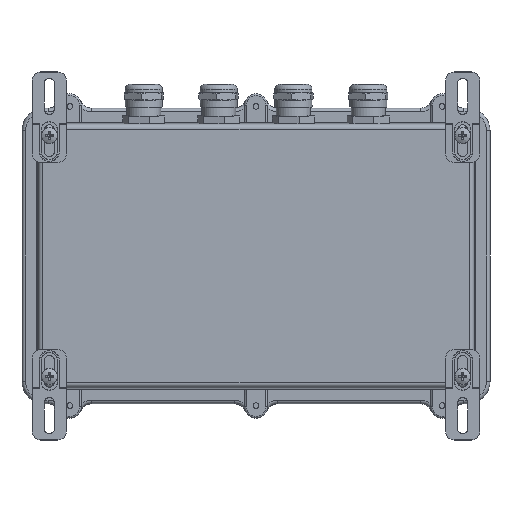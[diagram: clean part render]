
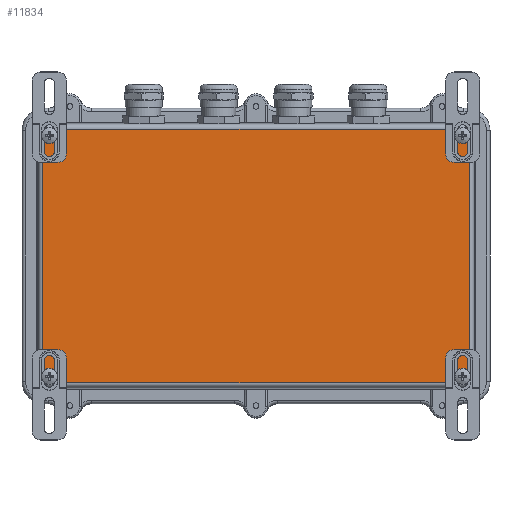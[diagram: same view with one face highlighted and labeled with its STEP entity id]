
A CAD part, front view. The second image highlights one B-rep face of the part: STEP entity #11834.
In plain terms, the highlighted planar face has unit normal (0, -1, 0).
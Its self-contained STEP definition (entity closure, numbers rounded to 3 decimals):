
#1 = ORIENTED_EDGE ( 'NONE', *, *, #22093, .F. ) ;
#5 = CARTESIAN_POINT ( 'NONE',  ( -123., -46., 74.249 ) ) ;
#712 = AXIS2_PLACEMENT_3D ( 'NONE', #24334, #35747, #10091 ) ;
#1017 = AXIS2_PLACEMENT_3D ( 'NONE', #14928, #12306, #9465 ) ;
#1059 = ORIENTED_EDGE ( 'NONE', *, *, #23852, .T. ) ;
#1666 = CIRCLE ( 'NONE', #2884, 1.749 ) ;
#1717 = CIRCLE ( 'NONE', #31035, 1.749 ) ;
#1940 = CARTESIAN_POINT ( 'NONE',  ( -124.749, -46., -72.5 ) ) ;
#2000 = ORIENTED_EDGE ( 'NONE', *, *, #25144, .T. ) ;
#2828 = EDGE_CURVE ( 'NONE', #30386, #5120, #11076, .T. ) ;
#2884 = AXIS2_PLACEMENT_3D ( 'NONE', #18159, #15318, #12125 ) ;
#3300 = AXIS2_PLACEMENT_3D ( 'NONE', #13502, #27713, #36304 ) ;
#3360 = DIRECTION ( 'NONE',  ( 0., 0., 1. ) ) ;
#3403 = EDGE_LOOP ( 'NONE', ( #19939 ) ) ;
#3557 = VERTEX_POINT ( 'NONE', #29706 ) ;
#4880 = FACE_BOUND ( 'NONE', #9740, .T. ) ;
#4926 = DIRECTION ( 'NONE',  ( 0., 0., -1. ) ) ;
#5120 = VERTEX_POINT ( 'NONE', #20014 ) ;
#5773 = CARTESIAN_POINT ( 'NONE',  ( -123., -46., 74.249 ) ) ;
#6388 = CARTESIAN_POINT ( 'NONE',  ( 121., -46., -73.524 ) ) ;
#6478 = ORIENTED_EDGE ( 'NONE', *, *, #28452, .F. ) ;
#6834 = CARTESIAN_POINT ( 'NONE',  ( 123., -46., -74.249 ) ) ;
#7034 = VERTEX_POINT ( 'NONE', #18502 ) ;
#7146 = VERTEX_POINT ( 'NONE', #24504 ) ;
#7166 = CIRCLE ( 'NONE', #29896, 3.01 ) ;
#7679 = FACE_BOUND ( 'NONE', #23349, .T. ) ;
#9465 = DIRECTION ( 'NONE',  ( 0., 0., -1. ) ) ;
#9740 = EDGE_LOOP ( 'NONE', ( #23106 ) ) ;
#9820 = CARTESIAN_POINT ( 'NONE',  ( 124.749, -46., -72.5 ) ) ;
#10091 = DIRECTION ( 'NONE',  ( 0., 0., 1. ) ) ;
#11076 = LINE ( 'NONE', #1940, #29779 ) ;
#11833 = CARTESIAN_POINT ( 'NONE',  ( -123., -46., 72.5 ) ) ;
#11834 = ADVANCED_FACE ( 'NONE', ( #33357, #7679, #19125, #30520, #4880 ), #16317, .F. ) ;
#12125 = DIRECTION ( 'NONE',  ( 0., 0., 1. ) ) ;
#12288 = VERTEX_POINT ( 'NONE', #5773 ) ;
#12306 = DIRECTION ( 'NONE',  ( 0., -1., 0. ) ) ;
#12620 = CIRCLE ( 'NONE', #13218, 1.749 ) ;
#12628 = LINE ( 'NONE', #6834, #24704 ) ;
#13008 = EDGE_CURVE ( 'NONE', #21651, #19280, #18093, .T. ) ;
#13218 = AXIS2_PLACEMENT_3D ( 'NONE', #11833, #20464, #23251 ) ;
#13502 = CARTESIAN_POINT ( 'NONE',  ( 123., -46., -72.5 ) ) ;
#14777 = LINE ( 'NONE', #17978, #25787 ) ;
#14789 = EDGE_LOOP ( 'NONE', ( #6478 ) ) ;
#14928 = CARTESIAN_POINT ( 'NONE',  ( -121., -46., 70.5 ) ) ;
#15318 = DIRECTION ( 'NONE',  ( 0., -1., 0. ) ) ;
#15378 = EDGE_CURVE ( 'NONE', #3557, #12288, #17412, .T. ) ;
#15465 = DIRECTION ( 'NONE',  ( 1., 0., 0. ) ) ;
#15533 = ORIENTED_EDGE ( 'NONE', *, *, #27355, .T. ) ;
#16317 = PLANE ( 'NONE',  #3300 ) ;
#16606 = CIRCLE ( 'NONE', #1017, 3.024 ) ;
#17042 = DIRECTION ( 'NONE',  ( -1., 0., 0. ) ) ;
#17412 = LINE ( 'NONE', #5, #19967 ) ;
#17477 = CARTESIAN_POINT ( 'NONE',  ( 123., -46., -74.249 ) ) ;
#17978 = CARTESIAN_POINT ( 'NONE',  ( 124.749, -46., 72.5 ) ) ;
#18093 = CIRCLE ( 'NONE', #712, 1.749 ) ;
#18159 = CARTESIAN_POINT ( 'NONE',  ( 123., -46., 72.5 ) ) ;
#18204 = DIRECTION ( 'NONE',  ( 0., 0., -1. ) ) ;
#18427 = CIRCLE ( 'NONE', #24335, 3.01 ) ;
#18502 = CARTESIAN_POINT ( 'NONE',  ( 121., -46., 67.49 ) ) ;
#19125 = FACE_BOUND ( 'NONE', #14789, .T. ) ;
#19280 = VERTEX_POINT ( 'NONE', #9820 ) ;
#19923 = CARTESIAN_POINT ( 'NONE',  ( 124.749, -46., 72.5 ) ) ;
#19939 = ORIENTED_EDGE ( 'NONE', *, *, #26922, .F. ) ;
#19967 = VECTOR ( 'NONE', #17042, 1000. ) ;
#20014 = CARTESIAN_POINT ( 'NONE',  ( -124.749, -46., -72.5 ) ) ;
#20452 = VERTEX_POINT ( 'NONE', #6388 ) ;
#20464 = DIRECTION ( 'NONE',  ( 0., -1., 0. ) ) ;
#21558 = VERTEX_POINT ( 'NONE', #19923 ) ;
#21648 = VERTEX_POINT ( 'NONE', #36575 ) ;
#21651 = VERTEX_POINT ( 'NONE', #17477 ) ;
#21791 = ORIENTED_EDGE ( 'NONE', *, *, #13008, .T. ) ;
#21830 = CARTESIAN_POINT ( 'NONE',  ( -121., -46., 67.476 ) ) ;
#22093 = EDGE_CURVE ( 'NONE', #7034, #7034, #7166, .T. ) ;
#22498 = EDGE_LOOP ( 'NONE', ( #27384, #33783, #30311, #26850, #2000, #21791, #1059, #15533 ) ) ;
#22545 = EDGE_CURVE ( 'NONE', #12288, #30386, #12620, .T. ) ;
#23106 = ORIENTED_EDGE ( 'NONE', *, *, #34758, .F. ) ;
#23251 = DIRECTION ( 'NONE',  ( 0., 0., 1. ) ) ;
#23349 = EDGE_LOOP ( 'NONE', ( #1 ) ) ;
#23852 = EDGE_CURVE ( 'NONE', #19280, #21558, #14777, .T. ) ;
#23901 = DIRECTION ( 'NONE',  ( 0., -1., 0. ) ) ;
#24334 = CARTESIAN_POINT ( 'NONE',  ( 123., -46., -72.5 ) ) ;
#24335 = AXIS2_PLACEMENT_3D ( 'NONE', #26932, #32395, #18204 ) ;
#24504 = CARTESIAN_POINT ( 'NONE',  ( -123., -46., -74.249 ) ) ;
#24704 = VECTOR ( 'NONE', #15465, 1000. ) ;
#25144 = EDGE_CURVE ( 'NONE', #7146, #21651, #12628, .T. ) ;
#25787 = VECTOR ( 'NONE', #3360, 1000. ) ;
#26850 = ORIENTED_EDGE ( 'NONE', *, *, #27951, .T. ) ;
#26922 = EDGE_CURVE ( 'NONE', #21648, #21648, #18427, .T. ) ;
#26932 = CARTESIAN_POINT ( 'NONE',  ( -121., -46., -70.5 ) ) ;
#27268 = CIRCLE ( 'NONE', #32063, 3.024 ) ;
#27355 = EDGE_CURVE ( 'NONE', #21558, #3557, #1666, .T. ) ;
#27384 = ORIENTED_EDGE ( 'NONE', *, *, #15378, .T. ) ;
#27713 = DIRECTION ( 'NONE',  ( 0., 1., 0. ) ) ;
#27732 = DIRECTION ( 'NONE',  ( 0., -1., 0. ) ) ;
#27951 = EDGE_CURVE ( 'NONE', #5120, #7146, #1717, .T. ) ;
#28452 = EDGE_CURVE ( 'NONE', #33439, #33439, #16606, .T. ) ;
#29706 = CARTESIAN_POINT ( 'NONE',  ( 123., -46., 74.249 ) ) ;
#29779 = VECTOR ( 'NONE', #4926, 1000. ) ;
#29896 = AXIS2_PLACEMENT_3D ( 'NONE', #36948, #31559, #34182 ) ;
#30311 = ORIENTED_EDGE ( 'NONE', *, *, #2828, .T. ) ;
#30386 = VERTEX_POINT ( 'NONE', #31936 ) ;
#30520 = FACE_BOUND ( 'NONE', #3403, .T. ) ;
#30731 = DIRECTION ( 'NONE',  ( 0., 0., 1. ) ) ;
#31035 = AXIS2_PLACEMENT_3D ( 'NONE', #35772, #27732, #30731 ) ;
#31559 = DIRECTION ( 'NONE',  ( 0., -1., 0. ) ) ;
#31936 = CARTESIAN_POINT ( 'NONE',  ( -124.749, -46., 72.5 ) ) ;
#32063 = AXIS2_PLACEMENT_3D ( 'NONE', #34588, #23901, #34768 ) ;
#32395 = DIRECTION ( 'NONE',  ( 0., -1., 0. ) ) ;
#33357 = FACE_OUTER_BOUND ( 'NONE', #22498, .T. ) ;
#33439 = VERTEX_POINT ( 'NONE', #21830 ) ;
#33783 = ORIENTED_EDGE ( 'NONE', *, *, #22545, .T. ) ;
#34182 = DIRECTION ( 'NONE',  ( 0., 0., -1. ) ) ;
#34588 = CARTESIAN_POINT ( 'NONE',  ( 121., -46., -70.5 ) ) ;
#34758 = EDGE_CURVE ( 'NONE', #20452, #20452, #27268, .T. ) ;
#34768 = DIRECTION ( 'NONE',  ( 0., 0., -1. ) ) ;
#35747 = DIRECTION ( 'NONE',  ( 0., -1., 0. ) ) ;
#35772 = CARTESIAN_POINT ( 'NONE',  ( -123., -46., -72.5 ) ) ;
#36304 = DIRECTION ( 'NONE',  ( 0., 0., 1. ) ) ;
#36575 = CARTESIAN_POINT ( 'NONE',  ( -121., -46., -73.51 ) ) ;
#36948 = CARTESIAN_POINT ( 'NONE',  ( 121., -46., 70.5 ) ) ;
